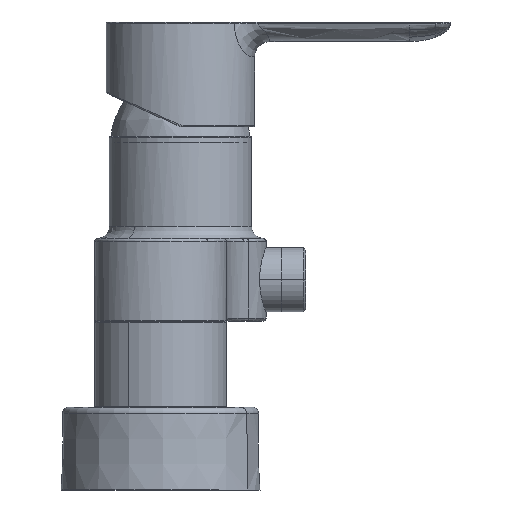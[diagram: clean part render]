
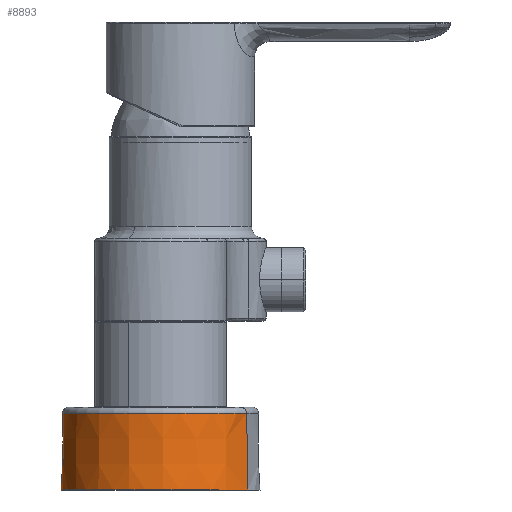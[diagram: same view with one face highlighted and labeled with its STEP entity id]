
A CAD part, left-side view. The second image highlights one B-rep face of the part: STEP entity #8893.
In plain terms, the highlighted conical face has half-angle 1 degrees and reference radius 32.063 mm.
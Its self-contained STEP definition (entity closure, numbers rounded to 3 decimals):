
#158 = AXIS2_PLACEMENT_3D ( 'NONE', #5966, #696, #6864 ) ;
#324 = DIRECTION ( 'NONE',  ( 0., -1., 0. ) ) ;
#340 = DIRECTION ( 'NONE',  ( 0., 0., -1. ) ) ;
#403 = CARTESIAN_POINT ( 'NONE',  ( -75., 0., -45.369 ) ) ;
#696 = DIRECTION ( 'NONE',  ( 0., 0., -1. ) ) ;
#818 = EDGE_LOOP ( 'NONE', ( #1775, #4071, #1311, #8043 ) ) ;
#1007 = LINE ( 'NONE', #5372, #1157 ) ;
#1157 = VECTOR ( 'NONE', #6265, 1000. ) ;
#1311 = ORIENTED_EDGE ( 'NONE', *, *, #10257, .F. ) ;
#1320 = VERTEX_POINT ( 'NONE', #9306 ) ;
#1646 = VERTEX_POINT ( 'NONE', #4235 ) ;
#1775 = ORIENTED_EDGE ( 'NONE', *, *, #2925, .T. ) ;
#1826 = VERTEX_POINT ( 'NONE', #6767 ) ;
#2405 = CIRCLE ( 'NONE', #3481, 32.063 ) ;
#2925 = EDGE_CURVE ( 'NONE', #1826, #8057, #2405, .T. ) ;
#3225 = CIRCLE ( 'NONE', #158, 32.5 ) ;
#3481 = AXIS2_PLACEMENT_3D ( 'NONE', #403, #340, #324 ) ;
#3520 = EDGE_CURVE ( 'NONE', #8057, #1646, #1007, .T. ) ;
#4071 = ORIENTED_EDGE ( 'NONE', *, *, #3520, .T. ) ;
#4235 = CARTESIAN_POINT ( 'NONE',  ( -59.419, 28.521, -70.404 ) ) ;
#4869 = CARTESIAN_POINT ( 'NONE',  ( -59.628, 28.138, -45.369 ) ) ;
#5372 = CARTESIAN_POINT ( 'NONE',  ( -59.628, 28.138, -45.369 ) ) ;
#5524 = CONICAL_SURFACE ( 'NONE', #5784, 32.063, 0.017 ) ;
#5723 = FACE_OUTER_BOUND ( 'NONE', #818, .T. ) ;
#5784 = AXIS2_PLACEMENT_3D ( 'NONE', #6958, #10217, #7518 ) ;
#5966 = CARTESIAN_POINT ( 'NONE',  ( -75., 0., -70.404 ) ) ;
#6265 = DIRECTION ( 'NONE',  ( 0.008, 0.015, -1. ) ) ;
#6367 = VECTOR ( 'NONE', #8623, 1000. ) ;
#6386 = LINE ( 'NONE', #7710, #6367 ) ;
#6767 = CARTESIAN_POINT ( 'NONE',  ( -90.372, -28.138, -45.369 ) ) ;
#6864 = DIRECTION ( 'NONE',  ( 0., -1., 0. ) ) ;
#6958 = CARTESIAN_POINT ( 'NONE',  ( -75., 0., -45.369 ) ) ;
#7518 = DIRECTION ( 'NONE',  ( -0.479, -0.878, 0. ) ) ;
#7710 = CARTESIAN_POINT ( 'NONE',  ( -90.372, -28.138, -45.369 ) ) ;
#8043 = ORIENTED_EDGE ( 'NONE', *, *, #8463, .F. ) ;
#8057 = VERTEX_POINT ( 'NONE', #4869 ) ;
#8463 = EDGE_CURVE ( 'NONE', #1826, #1320, #6386, .T. ) ;
#8623 = DIRECTION ( 'NONE',  ( -0.008, -0.015, -1. ) ) ;
#8893 = ADVANCED_FACE ( 'NONE', ( #5723 ), #5524, .T. ) ;
#9306 = CARTESIAN_POINT ( 'NONE',  ( -90.581, -28.521, -70.404 ) ) ;
#10217 = DIRECTION ( 'NONE',  ( 0., 0., -1. ) ) ;
#10257 = EDGE_CURVE ( 'NONE', #1320, #1646, #3225, .T. ) ;
